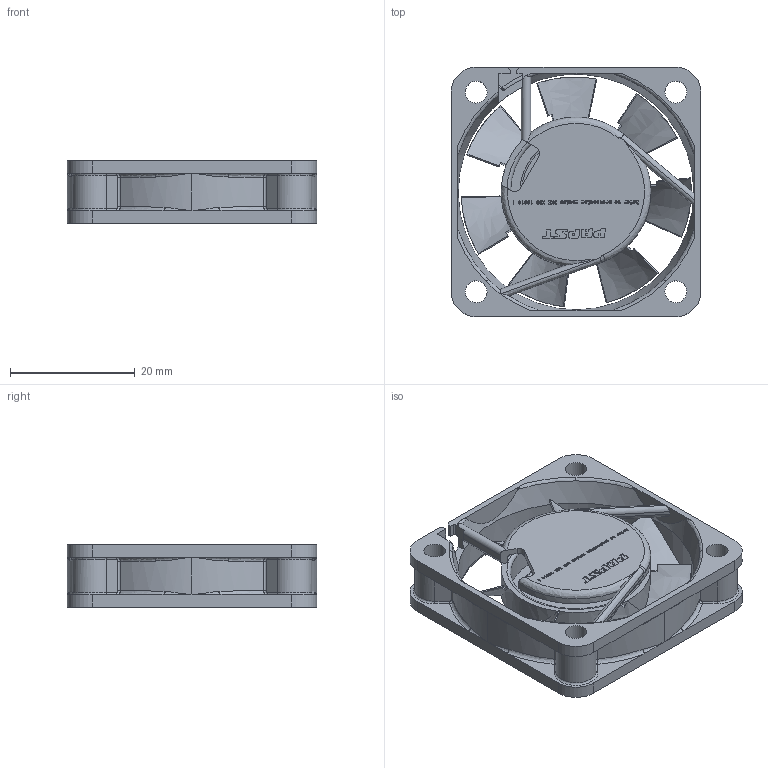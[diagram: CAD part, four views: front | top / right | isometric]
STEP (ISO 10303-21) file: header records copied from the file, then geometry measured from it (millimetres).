
FILE_DESCRIPTION(/* description */ (''),/* implementation_level */ '2;1');
FILE_NAME(/* name */ 'fc18-033_FanCompact.ipt.step',/* time_stamp */ '2017-11-30T10:39:51-08:00',/* author */ ('Autodesk Inc.'),/* organization */ ('Autodesk Inc.'),/* preprocessor_version */ 'ST-DEVELOPER v16.13',/* originating_system */ 'Autodesk Inventor 2018',/* authorisation */ '');
FILE_SCHEMA (('AUTOMOTIVE_DESIGN { 1 0 10303 214 3 1 1 }'));
Products named in the file (1): fc18-033
Bounding box: 40 x 40 x 10 mm (x, y, z)
Volume: 4395.4 mm3; surface area: 8085.3 mm2
Topology: 2 solids, 2 shells, 1420 faces, 3951 edges, 2609 vertices
Faces by surface type: plane 1173, cylinder 120, bspline 106, torus 13, cone 8
Full cylindrical faces by diameter (mm): 0.809 x1, 1.203 x1, 1.204 x2, 1.973 x1, 2.501 x1, 3.473 x1, 3.5 x4, 6 x1, 18.003 x1, 21 x1
Entity records: 55083 total; most frequent: CARTESIAN_POINT 17996, ORIENTED_EDGE 7816, DIRECTION 6526, EDGE_CURVE 3908, LINE 3292, VECTOR 3292, VERTEX_POINT 2601, AXIS2_PLACEMENT_3D 1617
